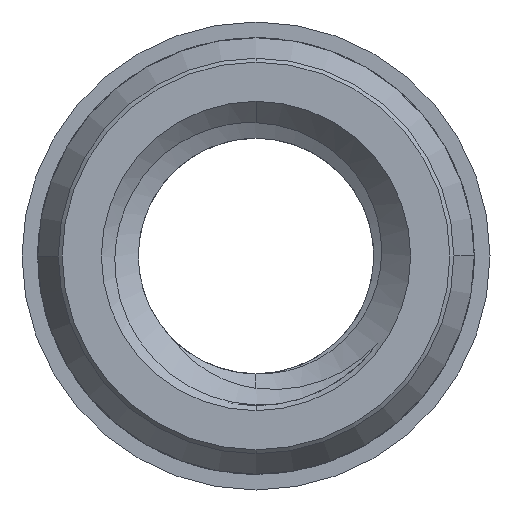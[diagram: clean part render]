
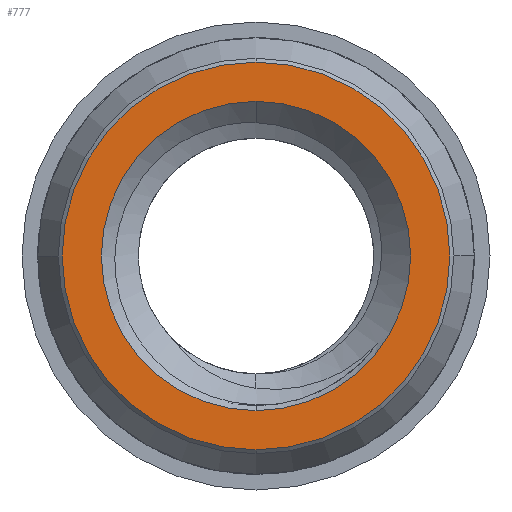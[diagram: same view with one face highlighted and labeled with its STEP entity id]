
A CAD part, front view. The second image highlights one B-rep face of the part: STEP entity #777.
In plain terms, the highlighted planar face has unit normal (0, -1, 0).
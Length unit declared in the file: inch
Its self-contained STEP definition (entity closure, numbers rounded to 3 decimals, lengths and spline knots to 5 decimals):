
#263 = FACE_BOUND ( 'NONE', #5258, .T. ) ;
#777 = ADVANCED_FACE ( 'NONE', ( #263, #10672 ), #8778, .F. ) ;
#1574 = VERTEX_POINT ( 'NONE', #3039 ) ;
#1942 = DIRECTION ( 'NONE',  ( 0., 0., 1. ) ) ;
#2270 = CARTESIAN_POINT ( 'NONE',  ( 0., -0.375, 0. ) ) ;
#3039 = CARTESIAN_POINT ( 'NONE',  ( 0., -0.375, 0.123 ) ) ;
#3063 = EDGE_CURVE ( 'NONE', #1574, #4947, #7351, .T. ) ;
#3071 = AXIS2_PLACEMENT_3D ( 'NONE', #10286, #5853, #8106 ) ;
#3127 = CARTESIAN_POINT ( 'NONE',  ( 0., -0.375, 0.09814 ) ) ;
#3671 = ORIENTED_EDGE ( 'NONE', *, *, #8617, .T. ) ;
#3688 = VERTEX_POINT ( 'NONE', #9883 ) ;
#4133 = DIRECTION ( 'NONE',  ( 0., 0., 1. ) ) ;
#4418 = DIRECTION ( 'NONE',  ( 0., 0., 1. ) ) ;
#4913 = DIRECTION ( 'NONE',  ( 0., 1., 0. ) ) ;
#4947 = VERTEX_POINT ( 'NONE', #6232 ) ;
#5258 = EDGE_LOOP ( 'NONE', ( #3671, #7435 ) ) ;
#5499 = ORIENTED_EDGE ( 'NONE', *, *, #12567, .F. ) ;
#5853 = DIRECTION ( 'NONE',  ( 0., 1., 0. ) ) ;
#6232 = CARTESIAN_POINT ( 'NONE',  ( 0., -0.375, -0.123 ) ) ;
#6570 = DIRECTION ( 'NONE',  ( 0., 1., 0. ) ) ;
#7127 = DIRECTION ( 'NONE',  ( 0., 0., 1. ) ) ;
#7310 = CIRCLE ( 'NONE', #3071, 0.09814 ) ;
#7351 = CIRCLE ( 'NONE', #11081, 0.123 ) ;
#7435 = ORIENTED_EDGE ( 'NONE', *, *, #8294, .T. ) ;
#7463 = ORIENTED_EDGE ( 'NONE', *, *, #3063, .F. ) ;
#7600 = CARTESIAN_POINT ( 'NONE',  ( 0., -0.375, 0. ) ) ;
#7648 = EDGE_LOOP ( 'NONE', ( #5499, #7463 ) ) ;
#8106 = DIRECTION ( 'NONE',  ( 0., 0., 1. ) ) ;
#8294 = EDGE_CURVE ( 'NONE', #11931, #3688, #10598, .T. ) ;
#8617 = EDGE_CURVE ( 'NONE', #3688, #11931, #7310, .T. ) ;
#8778 = PLANE ( 'NONE',  #13643 ) ;
#9027 = AXIS2_PLACEMENT_3D ( 'NONE', #11860, #11758, #1942 ) ;
#9883 = CARTESIAN_POINT ( 'NONE',  ( 0., -0.375, -0.09814 ) ) ;
#10286 = CARTESIAN_POINT ( 'NONE',  ( 0., -0.375, 0. ) ) ;
#10598 = CIRCLE ( 'NONE', #9027, 0.09814 ) ;
#10672 = FACE_OUTER_BOUND ( 'NONE', #7648, .T. ) ;
#10861 = DIRECTION ( 'NONE',  ( 0., 1., 0. ) ) ;
#11081 = AXIS2_PLACEMENT_3D ( 'NONE', #7600, #10861, #4133 ) ;
#11545 = CARTESIAN_POINT ( 'NONE',  ( 0., -0.375, 0. ) ) ;
#11758 = DIRECTION ( 'NONE',  ( 0., 1., 0. ) ) ;
#11860 = CARTESIAN_POINT ( 'NONE',  ( 0., -0.375, 0. ) ) ;
#11931 = VERTEX_POINT ( 'NONE', #3127 ) ;
#12552 = CIRCLE ( 'NONE', #12650, 0.123 ) ;
#12567 = EDGE_CURVE ( 'NONE', #4947, #1574, #12552, .T. ) ;
#12650 = AXIS2_PLACEMENT_3D ( 'NONE', #11545, #4913, #7127 ) ;
#13643 = AXIS2_PLACEMENT_3D ( 'NONE', #2270, #6570, #4418 ) ;
